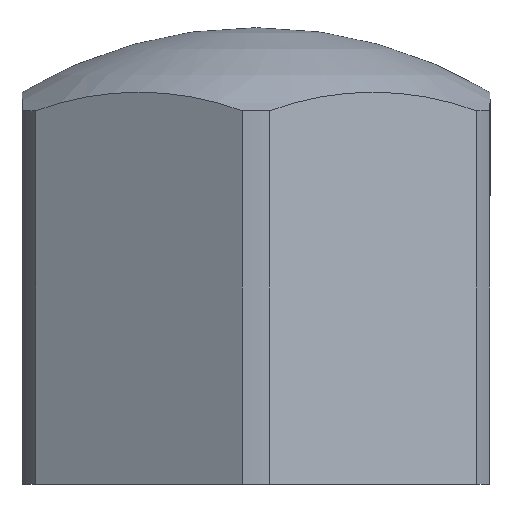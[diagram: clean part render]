
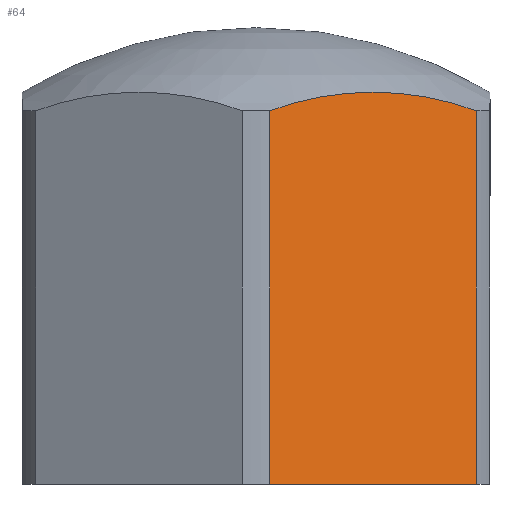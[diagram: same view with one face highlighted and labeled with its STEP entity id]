
A CAD part, front view. The second image highlights one B-rep face of the part: STEP entity #64.
In plain terms, the highlighted planar face has unit normal (0.5, -0.866, 0).
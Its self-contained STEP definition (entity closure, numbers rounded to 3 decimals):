
#64=ADVANCED_FACE('',(#110),#111,.T.);
#110=FACE_OUTER_BOUND('',#164,.T.);
#111=PLANE('',#165);
#164=EDGE_LOOP('',(#328,#329,#330,#331));
#165=AXIS2_PLACEMENT_3D('',#332,#333,#334);
#328=ORIENTED_EDGE('',*,*,#409,.F.);
#329=ORIENTED_EDGE('',*,*,#404,.T.);
#330=ORIENTED_EDGE('',*,*,#411,.F.);
#331=ORIENTED_EDGE('',*,*,#435,.F.);
#332=CARTESIAN_POINT('',(0.,-23.671,0.0));
#333=DIRECTION('',(0.5,-0.866,0.0));
#334=DIRECTION('',(0.866,0.5,0.0));
#404=EDGE_CURVE('',#485,#483,#486,.T.);
#409=EDGE_CURVE('',#485,#494,#495,.T.);
#411=EDGE_CURVE('',#497,#483,#498,.T.);
#435=EDGE_CURVE('',#494,#497,#537,.T.);
#483=VERTEX_POINT('',#595);
#485=VERTEX_POINT('',#597);
#486=CIRCLE('',#598,34.347);
#494=VERTEX_POINT('',#607);
#495=LINE('',#608,#609);
#497=VERTEX_POINT('',#611);
#498=LINE('',#612,#613);
#537=LINE('',#664,#665);
#595=CARTESIAN_POINT('',(1.219,-22.968,32.726));
#597=CARTESIAN_POINT('',(19.281,-12.539,32.726));
#598=AXIS2_PLACEMENT_3D('',#720,#721,#722);
#607=CARTESIAN_POINT('',(19.281,-12.539,0.0));
#608=CARTESIAN_POINT('',(19.281,-12.539,17.174));
#609=VECTOR('',#733,1.0);
#611=CARTESIAN_POINT('',(1.219,-22.968,0.0));
#612=CARTESIAN_POINT('',(1.219,-22.968,17.174));
#613=VECTOR('',#737,1.0);
#664=CARTESIAN_POINT('',(20.5,-11.836,0.0));
#665=VECTOR('',#783,10.0);
#720=CARTESIAN_POINT('',(10.25,-17.754,0.));
#721=DIRECTION('',(0.5,-0.866,0.0));
#722=DIRECTION('',(0.0,0.0,1.0));
#733=DIRECTION('',(-0.0,-0.0,-1.0));
#737=DIRECTION('',(0.0,0.0,1.0));
#783=DIRECTION('',(-0.866,-0.5,0.0));
